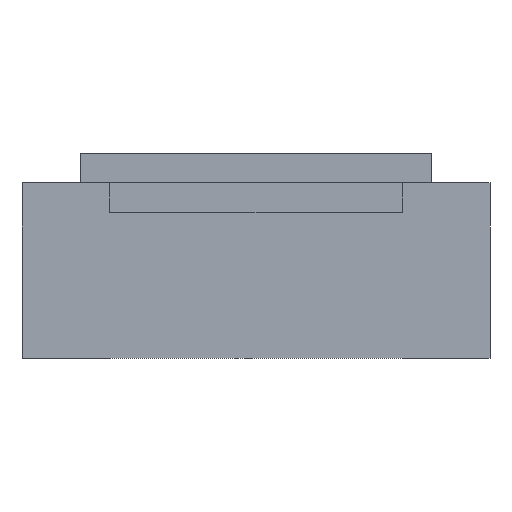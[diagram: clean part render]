
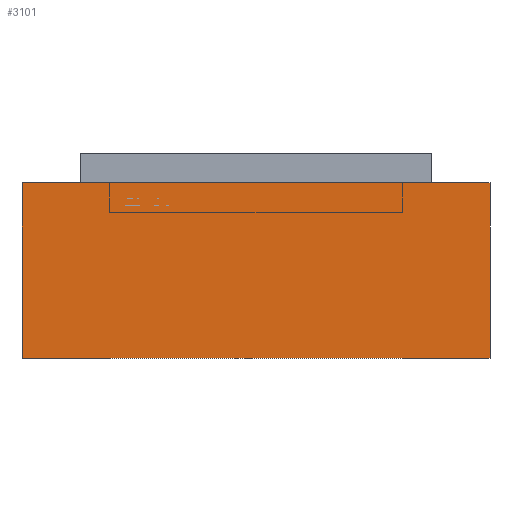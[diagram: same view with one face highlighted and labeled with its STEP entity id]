
A CAD part, front view. The second image highlights one B-rep face of the part: STEP entity #3101.
In plain terms, the highlighted free-form (B-spline) face has degree [1, 1] with [2, 2] control points.
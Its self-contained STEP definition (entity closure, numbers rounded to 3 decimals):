
#2049=CARTESIAN_POINT('',(-0.8,-1.65,0.0));
#2050=VERTEX_POINT('',#2049);
#2057=CARTESIAN_POINT('',(-0.8,-1.65,0.6));
#2058=VERTEX_POINT('',#2057);
#2059=CARTESIAN_POINT('',(-0.8,-1.65,0.6));
#2060=DIRECTION('',(0.0,0.0,-1.0));
#2061=VECTOR('',#2060,0.6);
#2062=LINE('',#2059,#2061);
#2063=EDGE_CURVE('',#2058,#2050,#2062,.T.);
#2816=CARTESIAN_POINT('',(0.8,-1.65,0.6));
#2817=VERTEX_POINT('',#2816);
#2824=CARTESIAN_POINT('',(0.8,-1.65,0.0));
#2825=VERTEX_POINT('',#2824);
#2826=CARTESIAN_POINT('',(0.8,-1.65,0.6));
#2827=DIRECTION('',(0.0,0.0,-1.0));
#2828=VECTOR('',#2827,0.6);
#2829=LINE('',#2826,#2828);
#2830=EDGE_CURVE('',#2817,#2825,#2829,.T.);
#2892=CARTESIAN_POINT('',(0.8,-1.65,0.6));
#2893=DIRECTION('',(-1.0,0.0,0.0));
#2894=VECTOR('',#2893,1.6);
#2895=LINE('',#2892,#2894);
#2896=EDGE_CURVE('',#2817,#2058,#2895,.T.);
#3054=CARTESIAN_POINT('',(-0.8,-1.65,0.0));
#3055=DIRECTION('',(1.0,0.0,0.0));
#3056=VECTOR('',#3055,1.6);
#3057=LINE('',#3054,#3056);
#3058=EDGE_CURVE('',#2050,#2825,#3057,.T.);
#3090=CARTESIAN_POINT('',(0.8,-1.65,0.6));
#3091=CARTESIAN_POINT('',(0.8,-1.65,0.0));
#3092=CARTESIAN_POINT('',(-0.8,-1.65,0.6));
#3093=CARTESIAN_POINT('',(-0.8,-1.65,0.0));
#3094=B_SPLINE_SURFACE_WITH_KNOTS('',1,1,((#3090,#3092),(#3091,#3093)),.UNSPECIFIED.,.F.,.F.,.U.,(2,2),(2,2),(0.0,0.6),(0.0,1.6),.UNSPECIFIED.);
#3095=ORIENTED_EDGE('',*,*,#2830,.F.);
#3096=ORIENTED_EDGE('',*,*,#2896,.T.);
#3097=ORIENTED_EDGE('',*,*,#2063,.T.);
#3098=ORIENTED_EDGE('',*,*,#3058,.T.);
#3099=EDGE_LOOP('',(#3095,#3096,#3097,#3098));
#3100=FACE_OUTER_BOUND('',#3099,.T.);
#3101=ADVANCED_FACE('',(#3100),#3094,.F.);
